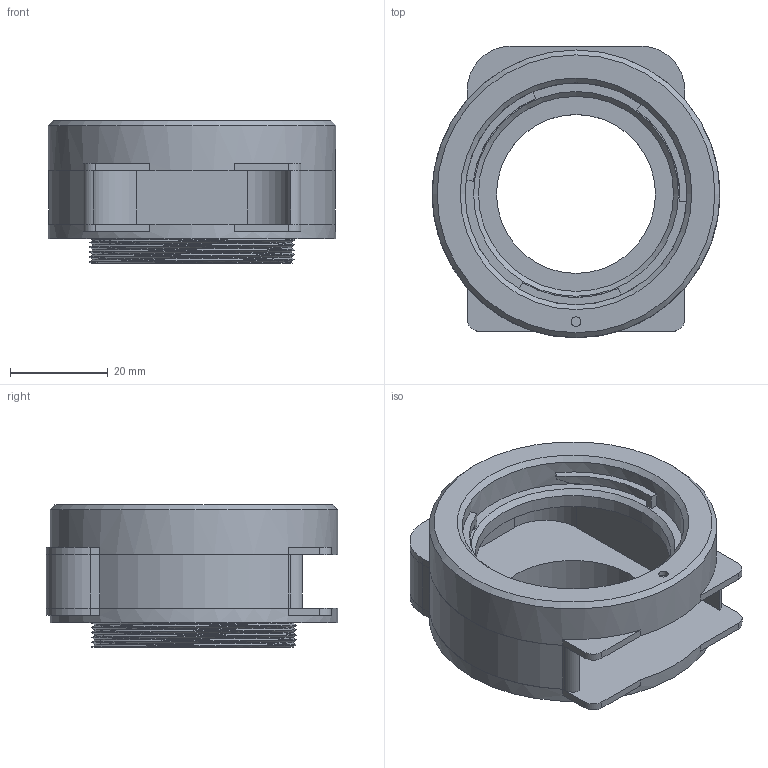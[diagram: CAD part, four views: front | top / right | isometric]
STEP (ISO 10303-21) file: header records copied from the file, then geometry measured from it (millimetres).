
FILE_DESCRIPTION(/* description */ (''),/* implementation_level */ '2;1');
FILE_NAME(/* name */ 'Filter-Adapter V6 MD NEX 24.2.step',/* time_stamp */ '2025-07-21T20:42:44+02:00',/* author */ (''),/* organization */ (''),/* preprocessor_version */ 'ST-DEVELOPER v20.1',/* originating_system */ 'Autodesk Translation Framework v14.10.0.0',/* authorisation */ '');
FILE_SCHEMA (('AUTOMOTIVE_DESIGN { 1 0 10303 214 3 1 1 }'));
Length unit declared in the file: millimetre
Products named in the file (1): 2025-07-06-20-31-25-348
Bounding box: 59 x 59.8 x 29.2 mm (x, y, z)
Volume: 28307.8 mm3; surface area: 18493 mm2
Topology: 3 solids, 3 shells, 121 faces, 309 edges, 205 vertices
Faces by surface type: plane 63, cylinder 53, cone 3, bspline 2
Full cylindrical faces by diameter (mm): 2 x1, 3 x12, 5.5 x4, 32.6 x1, 40 x1, 40.737 x4, 41.884 x4, 45.5 x1, 59 x2
Entity records: 5403 total; most frequent: CARTESIAN_POINT 2336, DIRECTION 640, ORIENTED_EDGE 618, EDGE_CURVE 309, AXIS2_PLACEMENT_3D 239, VERTEX_POINT 205, LINE 162, VECTOR 162
